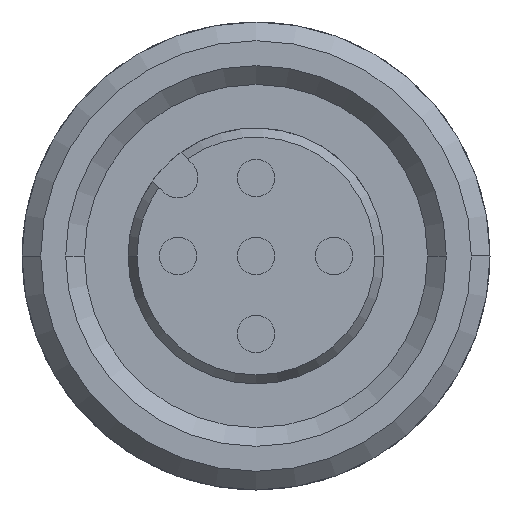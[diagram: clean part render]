
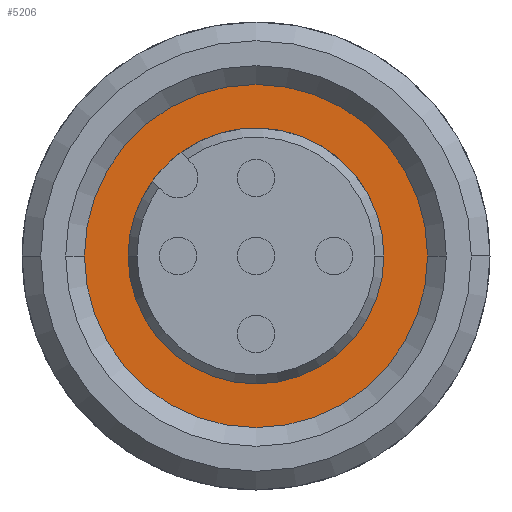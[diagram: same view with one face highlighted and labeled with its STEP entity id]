
A CAD part, left-side view. The second image highlights one B-rep face of the part: STEP entity #5206.
In plain terms, the highlighted planar face has unit normal (-1, 0, 0).
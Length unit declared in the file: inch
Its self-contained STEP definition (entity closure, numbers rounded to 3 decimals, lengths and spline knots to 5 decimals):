
#14 = CIRCLE ( 'NONE', #3587, 0.16142 ) ;
#262 = EDGE_CURVE ( 'NONE', #5319, #2451, #3313, .T. ) ;
#354 = ORIENTED_EDGE ( 'NONE', *, *, #2677, .T. ) ;
#402 = DIRECTION ( 'NONE',  ( 0., -1., 0. ) ) ;
#553 = CARTESIAN_POINT ( 'NONE',  ( -0.16535, 0., 0. ) ) ;
#629 = AXIS2_PLACEMENT_3D ( 'NONE', #553, #2852, #5009 ) ;
#760 = CARTESIAN_POINT ( 'NONE',  ( -0.16535, 0., 0. ) ) ;
#790 = DIRECTION ( 'NONE',  ( 0., -1., 0. ) ) ;
#980 = CARTESIAN_POINT ( 'NONE',  ( -0.16535, -0.21654, 0. ) ) ;
#1010 = EDGE_LOOP ( 'NONE', ( #354, #5516 ) ) ;
#1191 = DIRECTION ( 'NONE',  ( 0., 0., 1. ) ) ;
#1202 = PLANE ( 'NONE',  #3633 ) ;
#1259 = EDGE_CURVE ( 'NONE', #2451, #5319, #4205, .T. ) ;
#1393 = DIRECTION ( 'NONE',  ( 1., 0., 0. ) ) ;
#1677 = VERTEX_POINT ( 'NONE', #3792 ) ;
#1696 = DIRECTION ( 'NONE',  ( -1., 0., 0. ) ) ;
#1801 = CARTESIAN_POINT ( 'NONE',  ( -0.16535, 0.21654, 0. ) ) ;
#2451 = VERTEX_POINT ( 'NONE', #980 ) ;
#2651 = DIRECTION ( 'NONE',  ( -1., 0., 0. ) ) ;
#2677 = EDGE_CURVE ( 'NONE', #4048, #1677, #14, .T. ) ;
#2715 = ORIENTED_EDGE ( 'NONE', *, *, #262, .T. ) ;
#2852 = DIRECTION ( 'NONE',  ( 1., 0., 0. ) ) ;
#2878 = EDGE_CURVE ( 'NONE', #1677, #4048, #3617, .T. ) ;
#2975 = FACE_BOUND ( 'NONE', #1010, .T. ) ;
#3313 = CIRCLE ( 'NONE', #3404, 0.21654 ) ;
#3396 = CARTESIAN_POINT ( 'NONE',  ( -0.16535, -0.16142, 0. ) ) ;
#3404 = AXIS2_PLACEMENT_3D ( 'NONE', #3941, #2651, #790 ) ;
#3548 = EDGE_LOOP ( 'NONE', ( #4180, #2715 ) ) ;
#3587 = AXIS2_PLACEMENT_3D ( 'NONE', #5812, #1393, #402 ) ;
#3617 = CIRCLE ( 'NONE', #629, 0.16142 ) ;
#3633 = AXIS2_PLACEMENT_3D ( 'NONE', #5635, #4355, #1191 ) ;
#3792 = CARTESIAN_POINT ( 'NONE',  ( -0.16535, 0.16142, 0. ) ) ;
#3852 = AXIS2_PLACEMENT_3D ( 'NONE', #760, #1696, #5739 ) ;
#3941 = CARTESIAN_POINT ( 'NONE',  ( -0.16535, 0., 0. ) ) ;
#4048 = VERTEX_POINT ( 'NONE', #3396 ) ;
#4180 = ORIENTED_EDGE ( 'NONE', *, *, #1259, .T. ) ;
#4205 = CIRCLE ( 'NONE', #3852, 0.21654 ) ;
#4229 = FACE_OUTER_BOUND ( 'NONE', #3548, .T. ) ;
#4355 = DIRECTION ( 'NONE',  ( -1., 0., 0. ) ) ;
#5009 = DIRECTION ( 'NONE',  ( 0., -1., 0. ) ) ;
#5206 = ADVANCED_FACE ( 'NONE', ( #2975, #4229 ), #1202, .T. ) ;
#5319 = VERTEX_POINT ( 'NONE', #1801 ) ;
#5516 = ORIENTED_EDGE ( 'NONE', *, *, #2878, .T. ) ;
#5635 = CARTESIAN_POINT ( 'NONE',  ( -0.16535, 0., -0.18898 ) ) ;
#5739 = DIRECTION ( 'NONE',  ( 0., -1., 0. ) ) ;
#5812 = CARTESIAN_POINT ( 'NONE',  ( -0.16535, 0., 0. ) ) ;
